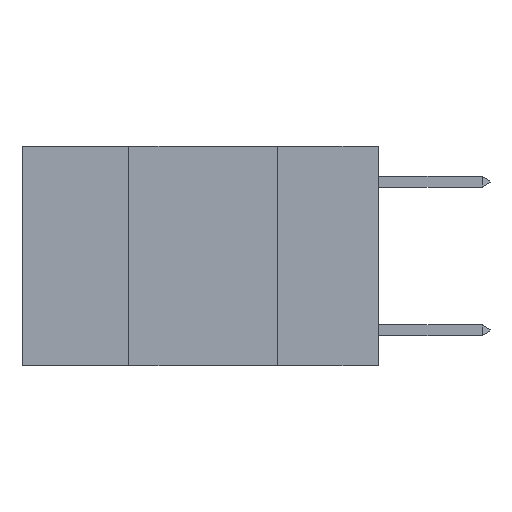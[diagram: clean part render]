
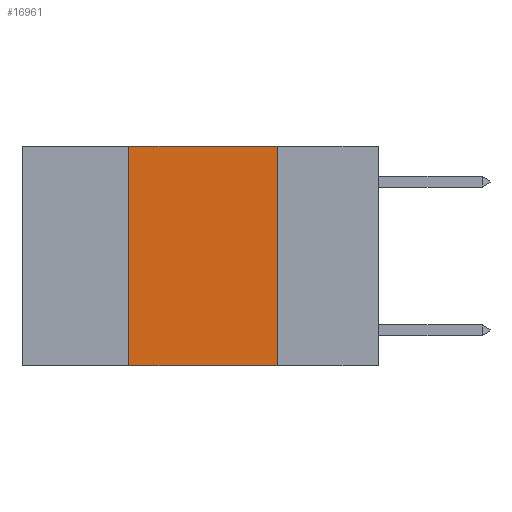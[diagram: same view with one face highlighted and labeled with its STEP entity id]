
A CAD part, left-side view. The second image highlights one B-rep face of the part: STEP entity #16961.
In plain terms, the highlighted planar face has unit normal (-1, 0, 0).
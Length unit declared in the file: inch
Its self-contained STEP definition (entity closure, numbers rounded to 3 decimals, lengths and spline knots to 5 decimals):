
#1703 = ORIENTED_EDGE ( 'NONE', *, *, #2509, .F. ) ;
#1996 = VECTOR ( 'NONE', #18956, 39.37008 ) ;
#2509 = EDGE_CURVE ( 'NONE', #8869, #17931, #13486, .T. ) ;
#4032 = CARTESIAN_POINT ( 'NONE',  ( 0., 0.6, 0. ) ) ;
#4560 = DIRECTION ( 'NONE',  ( 0., -1., 0. ) ) ;
#5033 = EDGE_CURVE ( 'NONE', #6503, #7983, #18155, .T. ) ;
#5288 = EDGE_CURVE ( 'NONE', #7983, #8869, #19101, .T. ) ;
#6496 = ORIENTED_EDGE ( 'NONE', *, *, #10219, .T. ) ;
#6503 = VERTEX_POINT ( 'NONE', #9061 ) ;
#6736 = DIRECTION ( 'NONE',  ( 0., 0., -1. ) ) ;
#7983 = VERTEX_POINT ( 'NONE', #15816 ) ;
#8869 = VERTEX_POINT ( 'NONE', #15758 ) ;
#9058 = CARTESIAN_POINT ( 'NONE',  ( 0., 0.6, 0. ) ) ;
#9061 = CARTESIAN_POINT ( 'NONE',  ( 0., 0.42, -0.37 ) ) ;
#10219 = EDGE_CURVE ( 'NONE', #6503, #17931, #10940, .T. ) ;
#10444 = VECTOR ( 'NONE', #11323, 39.37008 ) ;
#10940 = LINE ( 'NONE', #18642, #1996 ) ;
#11323 = DIRECTION ( 'NONE',  ( 0., 0., 1. ) ) ;
#12590 = DIRECTION ( 'NONE',  ( 0., 0., -1. ) ) ;
#13486 = LINE ( 'NONE', #18064, #15267 ) ;
#14096 = FACE_OUTER_BOUND ( 'NONE', #16074, .T. ) ;
#15250 = VECTOR ( 'NONE', #4560, 39.37008 ) ;
#15267 = VECTOR ( 'NONE', #6736, 39.37008 ) ;
#15701 = DIRECTION ( 'NONE',  ( 1., 0., 0. ) ) ;
#15758 = CARTESIAN_POINT ( 'NONE',  ( 0., 0.17, 0. ) ) ;
#15816 = CARTESIAN_POINT ( 'NONE',  ( 0., 0.42, 0. ) ) ;
#16074 = EDGE_LOOP ( 'NONE', ( #1703, #19359, #20349, #6496 ) ) ;
#16961 = ADVANCED_FACE ( 'NONE', ( #14096 ), #20390, .F. ) ;
#17843 = CARTESIAN_POINT ( 'NONE',  ( 0., 0.42, 0. ) ) ;
#17931 = VERTEX_POINT ( 'NONE', #20419 ) ;
#18064 = CARTESIAN_POINT ( 'NONE',  ( 0., 0.17, 0. ) ) ;
#18155 = LINE ( 'NONE', #17843, #10444 ) ;
#18642 = CARTESIAN_POINT ( 'NONE',  ( 0., 0.6, -0.37 ) ) ;
#18956 = DIRECTION ( 'NONE',  ( 0., -1., 0. ) ) ;
#19101 = LINE ( 'NONE', #9058, #15250 ) ;
#19359 = ORIENTED_EDGE ( 'NONE', *, *, #5288, .F. ) ;
#19561 = AXIS2_PLACEMENT_3D ( 'NONE', #4032, #15701, #12590 ) ;
#20349 = ORIENTED_EDGE ( 'NONE', *, *, #5033, .F. ) ;
#20390 = PLANE ( 'NONE',  #19561 ) ;
#20419 = CARTESIAN_POINT ( 'NONE',  ( 0., 0.17, -0.37 ) ) ;
